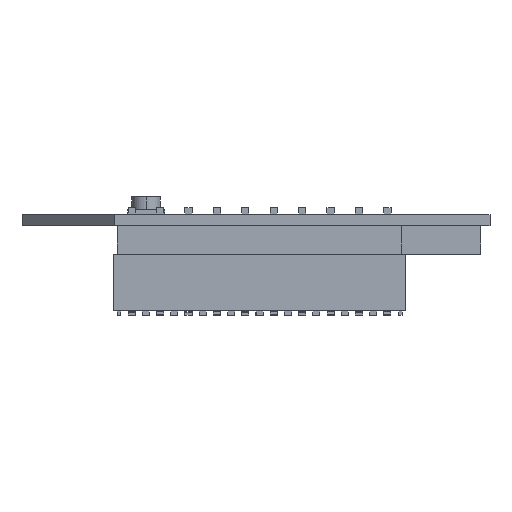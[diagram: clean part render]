
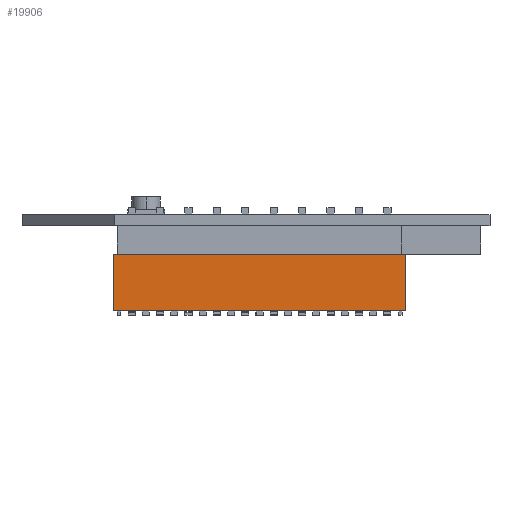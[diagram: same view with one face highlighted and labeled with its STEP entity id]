
A CAD part, left-side view. The second image highlights one B-rep face of the part: STEP entity #19906.
In plain terms, the highlighted face is planar.
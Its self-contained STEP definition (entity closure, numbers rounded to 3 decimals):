
#168 = DIRECTION ( 'NONE',  ( 1., 0., 0. ) ) ;
#457 = CARTESIAN_POINT ( 'NONE',  ( 20.6, -4., 0. ) ) ;
#2361 = EDGE_CURVE ( 'NONE', #18125, #20356, #5855, .T. ) ;
#2457 = EDGE_LOOP ( 'NONE', ( #11447, #7916, #17256, #14701 ) ) ;
#2600 = CARTESIAN_POINT ( 'NONE',  ( 0., -4., 0. ) ) ;
#2611 = FACE_OUTER_BOUND ( 'NONE', #2457, .T. ) ;
#3119 = AXIS2_PLACEMENT_3D ( 'NONE', #12708, #4902, #168 ) ;
#3276 = LINE ( 'NONE', #10495, #20467 ) ;
#3599 = VECTOR ( 'NONE', #12415, 1000. ) ;
#4201 = DIRECTION ( 'NONE',  ( 0., 1., 0. ) ) ;
#4902 = DIRECTION ( 'NONE',  ( 0., 0., 1. ) ) ;
#5855 = LINE ( 'NONE', #16986, #3599 ) ;
#7916 = ORIENTED_EDGE ( 'NONE', *, *, #15515, .F. ) ;
#9365 = CARTESIAN_POINT ( 'NONE',  ( 0., -4., 0. ) ) ;
#9880 = VERTEX_POINT ( 'NONE', #2600 ) ;
#10495 = CARTESIAN_POINT ( 'NONE',  ( 20.6, -4., 0. ) ) ;
#11447 = ORIENTED_EDGE ( 'NONE', *, *, #2361, .F. ) ;
#11556 = CARTESIAN_POINT ( 'NONE',  ( 0., 0., 0. ) ) ;
#12189 = LINE ( 'NONE', #14064, #15937 ) ;
#12415 = DIRECTION ( 'NONE',  ( 1., 0., 0. ) ) ;
#12523 = DIRECTION ( 'NONE',  ( 0., 1., 0. ) ) ;
#12708 = CARTESIAN_POINT ( 'NONE',  ( 0., -4., 0. ) ) ;
#12850 = EDGE_CURVE ( 'NONE', #17582, #20356, #3276, .T. ) ;
#14064 = CARTESIAN_POINT ( 'NONE',  ( 0., -4., 0. ) ) ;
#14701 = ORIENTED_EDGE ( 'NONE', *, *, #12850, .T. ) ;
#15515 = EDGE_CURVE ( 'NONE', #9880, #18125, #12189, .T. ) ;
#15605 = CARTESIAN_POINT ( 'NONE',  ( 20.6, 0., 0. ) ) ;
#15937 = VECTOR ( 'NONE', #12523, 1000. ) ;
#16040 = PLANE ( 'NONE',  #3119 ) ;
#16986 = CARTESIAN_POINT ( 'NONE',  ( 0., 0., 0. ) ) ;
#17037 = LINE ( 'NONE', #9365, #18526 ) ;
#17187 = EDGE_CURVE ( 'NONE', #9880, #17582, #17037, .T. ) ;
#17256 = ORIENTED_EDGE ( 'NONE', *, *, #17187, .T. ) ;
#17582 = VERTEX_POINT ( 'NONE', #457 ) ;
#18125 = VERTEX_POINT ( 'NONE', #11556 ) ;
#18526 = VECTOR ( 'NONE', #20582, 1000. ) ;
#19906 = ADVANCED_FACE ( 'NONE', ( #2611 ), #16040, .T. ) ;
#20356 = VERTEX_POINT ( 'NONE', #15605 ) ;
#20467 = VECTOR ( 'NONE', #4201, 1000. ) ;
#20582 = DIRECTION ( 'NONE',  ( 1., 0., 0. ) ) ;
